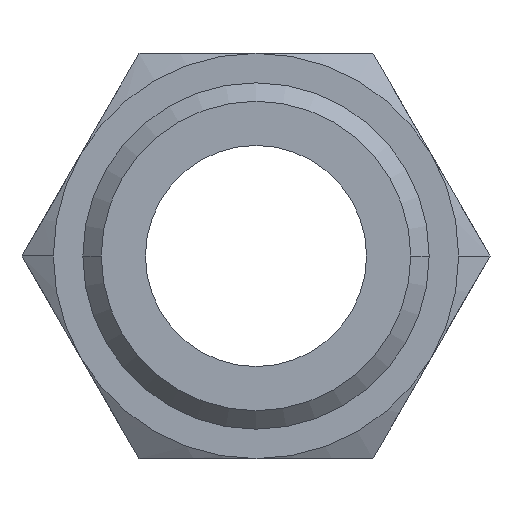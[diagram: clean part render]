
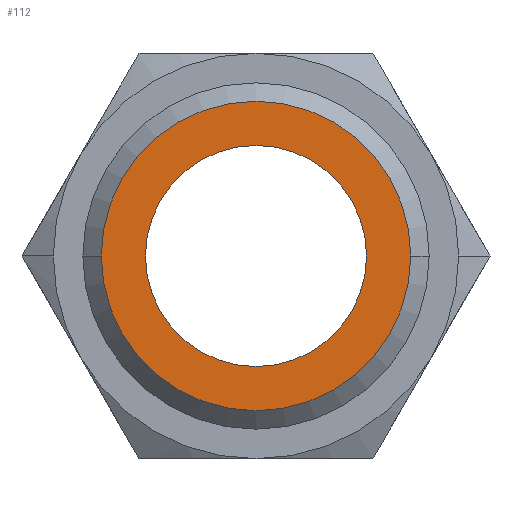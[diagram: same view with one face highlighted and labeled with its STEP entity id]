
A CAD part, front view. The second image highlights one B-rep face of the part: STEP entity #112.
In plain terms, the highlighted planar face has unit normal (0, -1, 0).
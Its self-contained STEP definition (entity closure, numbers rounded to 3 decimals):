
#112=ADVANCED_FACE('',(#241,#242),#243,.T.);
#241=FACE_BOUND('',#386,.T.);
#242=FACE_OUTER_BOUND('',#387,.T.);
#243=PLANE('',#388);
#386=EDGE_LOOP('',(#639,#640));
#387=EDGE_LOOP('',(#641,#642));
#388=AXIS2_PLACEMENT_3D('',#643,#644,#645);
#639=ORIENTED_EDGE('',*,*,#909,.T.);
#640=ORIENTED_EDGE('',*,*,#910,.T.);
#641=ORIENTED_EDGE('',*,*,#911,.F.);
#642=ORIENTED_EDGE('',*,*,#893,.F.);
#643=CARTESIAN_POINT('',(2.1,0.0,0.0));
#644=DIRECTION('',(-0.0,-1.0,-0.0));
#645=DIRECTION('',(-1.0,0.0,0.0));
#893=EDGE_CURVE('',#1073,#1070,#1075,.T.);
#909=EDGE_CURVE('',#1094,#1095,#1096,.T.);
#910=EDGE_CURVE('',#1095,#1094,#1097,.T.);
#911=EDGE_CURVE('',#1070,#1073,#1098,.T.);
#1070=VERTEX_POINT('',#1370);
#1073=VERTEX_POINT('',#1374);
#1075=CIRCLE('',#1377,4.2);
#1094=VERTEX_POINT('',#1412);
#1095=VERTEX_POINT('',#1413);
#1096=CIRCLE('',#1414,3.0);
#1097=CIRCLE('',#1415,3.0);
#1098=CIRCLE('',#1416,4.2);
#1370=CARTESIAN_POINT('',(4.2,0.0,0.0));
#1374=CARTESIAN_POINT('',(-4.2,0.0,0.));
#1377=AXIS2_PLACEMENT_3D('',#1610,#1611,#1612);
#1412=CARTESIAN_POINT('',(-3.0,0.0,0.));
#1413=CARTESIAN_POINT('',(3.0,0.0,0.));
#1414=AXIS2_PLACEMENT_3D('',#1627,#1628,#1629);
#1415=AXIS2_PLACEMENT_3D('',#1630,#1631,#1632);
#1416=AXIS2_PLACEMENT_3D('',#1633,#1634,#1635);
#1610=CARTESIAN_POINT('',(0.0,0.0,0.0));
#1611=DIRECTION('',(-0.0,1.0,0.0));
#1612=DIRECTION('',(1.0,0.0,0.0));
#1627=CARTESIAN_POINT('',(0.0,0.0,0.0));
#1628=DIRECTION('',(-0.0,1.0,0.0));
#1629=DIRECTION('',(1.0,0.0,0.0));
#1630=CARTESIAN_POINT('',(0.0,0.0,0.0));
#1631=DIRECTION('',(-0.0,1.0,0.0));
#1632=DIRECTION('',(1.0,0.0,0.0));
#1633=CARTESIAN_POINT('',(0.0,0.0,0.0));
#1634=DIRECTION('',(-0.0,1.0,0.0));
#1635=DIRECTION('',(1.0,0.0,0.0));
